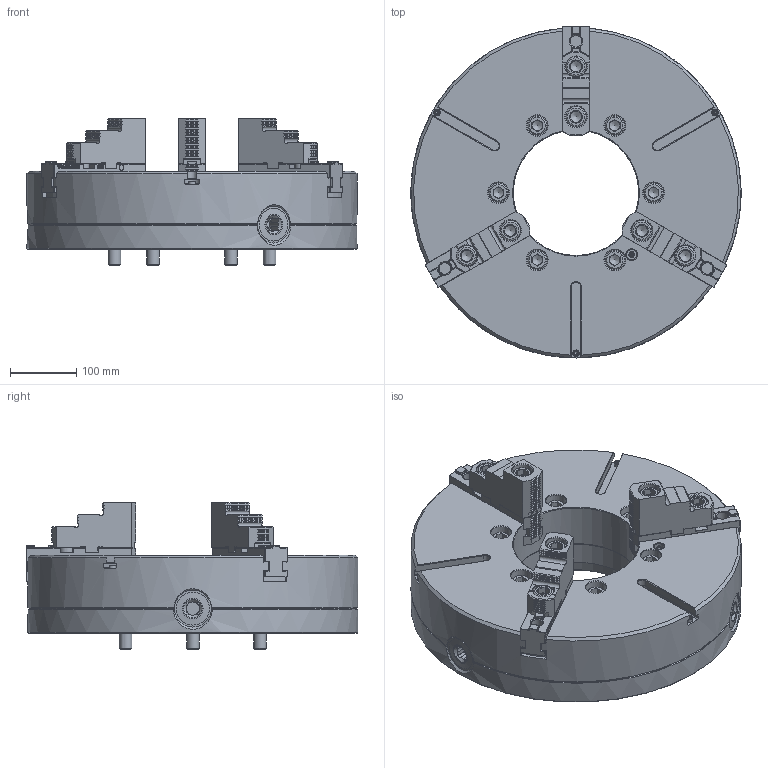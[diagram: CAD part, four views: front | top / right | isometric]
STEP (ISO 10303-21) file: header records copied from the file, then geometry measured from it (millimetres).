
FILE_DESCRIPTION (( 'STEP AP214' ), '1' );
FILE_NAME ('3515-20''''-11A2.STEP', '2024-05-08T05:03:46', ( '' ), ( '' ), 'SwSTEP 2.0', 'SolidWorks 2023', '' );
FILE_SCHEMA (( 'AUTOMOTIVE_DESIGN' ));
Products named in the file (1): 3515-20''''-11A2
Bounding box: 500 x 502.47 x 221.3 mm (x, y, z)
Volume: 19991864.6 mm3; surface area: 1260341.4 mm2
Topology: 1 solids, 48 shells, 3191 faces, 8516 edges, 5379 vertices
Faces by surface type: plane 1563, cone 719, cylinder 604, bspline 240, torus 62, sphere 3
Full cylindrical faces by diameter (mm): 3.4 x1, 5 x7, 6 x3, 8 x2, 10 x5, 10.035 x1, 10.2 x1, 14 x21, 15.5 x1, 16 x9, 17 x15, 17.5 x12, 19.05 x6, 19.5 x6, 20 x9, 21 x12, 24 x9, 25 x12, 28.575 x6, 29.4 x1, 30 x6, 31 x9, 32 x6, 37 x3, 50 x3, 190 x1, 192.8 x1, 500 x2
Entity records: 111178 total; most frequent: CARTESIAN_POINT 37436, ORIENTED_EDGE 15872, DIRECTION 13907, EDGE_CURVE 7936, VERTEX_POINT 5203, AXIS2_PLACEMENT_3D 4852, LINE 4203, VECTOR 4203
